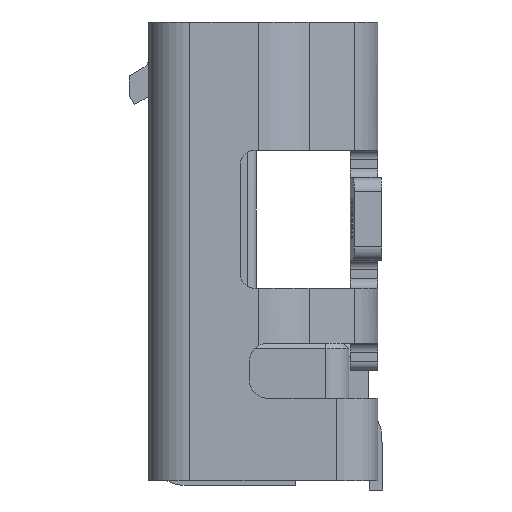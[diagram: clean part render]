
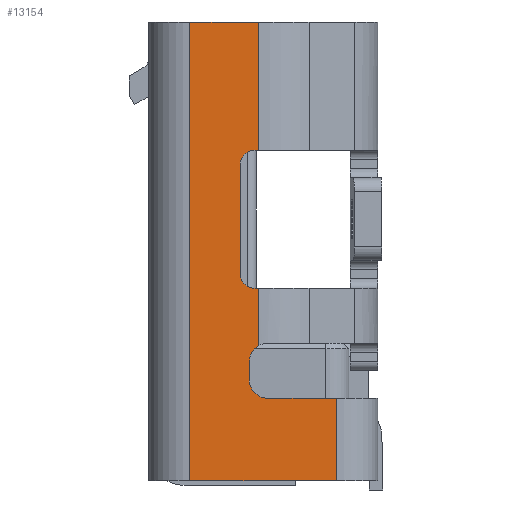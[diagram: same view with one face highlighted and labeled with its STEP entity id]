
A CAD part, left-side view. The second image highlights one B-rep face of the part: STEP entity #13154.
In plain terms, the highlighted planar face has unit normal (-1, 0, 0).
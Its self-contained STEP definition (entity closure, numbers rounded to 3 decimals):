
#1370=DIRECTION('',(0.,-1.,0.));
#1371=VECTOR('',#1370,0.751);
#1372=CARTESIAN_POINT('',(94.25,2.425,5.3));
#1373=LINE('6925',#1372,#1371);
#1374=CARTESIAN_POINT('',(94.25,1.725,3.75));
#1375=DIRECTION('',(-1.,0.,0.));
#1376=DIRECTION('',(0.,0.,1.));
#1377=AXIS2_PLACEMENT_3D('',#1374,#1375,#1376);
#1379=CARTESIAN_POINT('',(94.25,1.725,2.55));
#1380=DIRECTION('',(-1.,0.,0.));
#1381=DIRECTION('',(0.,1.,0.));
#1382=AXIS2_PLACEMENT_3D('',#1379,#1380,#1381);
#1384=CARTESIAN_POINT('',(94.25,1.575,1.6));
#1385=DIRECTION('',(-1.,0.,0.));
#1386=DIRECTION('',(0.,0.493,0.87));
#1387=AXIS2_PLACEMENT_3D('',#1384,#1385,#1386);
#1389=CARTESIAN_POINT('',(94.25,1.575,1.4));
#1390=DIRECTION('',(-1.,0.,0.));
#1391=DIRECTION('',(0.,1.,0.));
#1392=AXIS2_PLACEMENT_3D('',#1389,#1390,#1391);
#1394=DIRECTION('',(0.,0.,1.));
#1395=VECTOR('',#1394,5.);
#1396=CARTESIAN_POINT('',(94.25,2.425,0.3));
#1397=LINE('6923',#1396,#1395);
#1398=DIRECTION('',(0.,0.,1.));
#1399=VECTOR('',#1398,1.4);
#1400=CARTESIAN_POINT('',(94.25,1.674,3.9));
#1401=LINE('6931',#1400,#1399);
#1406=DIRECTION('',(0.,-1.,0.));
#1407=VECTOR('',#1406,0.051);
#1408=CARTESIAN_POINT('',(94.25,1.725,3.9));
#1409=LINE('6934',#1408,#1407);
#2369=DIRECTION('',(0.,-1.,0.));
#2370=VECTOR('',#2369,1.6);
#2371=CARTESIAN_POINT('',(94.25,2.425,0.3));
#2372=LINE('6930',#2371,#2370);
#2409=DIRECTION('',(0.,0.,1.));
#2410=VECTOR('',#2409,0.9);
#2411=CARTESIAN_POINT('',(94.25,0.825,0.3));
#2412=LINE('7157',#2411,#2410);
#2439=DIRECTION('',(0.,1.,0.));
#2440=VECTOR('',#2439,0.75);
#2441=CARTESIAN_POINT('',(94.25,0.825,1.2));
#2442=LINE('7164',#2441,#2440);
#2659=DIRECTION('',(0.,0.,1.));
#2660=VECTOR('',#2659,0.2);
#2661=CARTESIAN_POINT('',(94.25,1.775,1.4));
#2662=LINE('7210',#2661,#2660);
#2685=DIRECTION('',(0.,0.,1.));
#2686=VECTOR('',#2685,0.626);
#2687=CARTESIAN_POINT('',(94.25,1.674,1.774));
#2688=LINE('7215',#2687,#2686);
#2729=DIRECTION('',(0.,1.,0.));
#2730=VECTOR('',#2729,0.051);
#2731=CARTESIAN_POINT('',(94.25,1.674,2.4));
#2732=LINE('7225',#2731,#2730);
#2737=DIRECTION('',(0.,0.,1.));
#2738=VECTOR('',#2737,1.2);
#2739=CARTESIAN_POINT('',(94.25,1.875,2.55));
#2740=LINE('7227',#2739,#2738);
#9241=CARTESIAN_POINT('',(94.25,1.674,5.3));
#9242=VERTEX_POINT('',#9241);
#9243=CARTESIAN_POINT('',(94.25,2.425,5.3));
#9245=VERTEX_POINT('',#9243);
#9516=CARTESIAN_POINT('',(94.25,2.425,0.3));
#9517=VERTEX_POINT('',#9516);
#9520=CARTESIAN_POINT('',(94.25,1.725,3.9));
#9521=CARTESIAN_POINT('',(94.25,1.875,3.75));
#9522=VERTEX_POINT('',#9520);
#9523=VERTEX_POINT('',#9521);
#9524=CARTESIAN_POINT('',(94.25,1.875,2.55));
#9525=CARTESIAN_POINT('',(94.25,1.725,2.4));
#9526=VERTEX_POINT('',#9524);
#9527=VERTEX_POINT('',#9525);
#9528=CARTESIAN_POINT('',(94.25,1.674,1.774));
#9529=CARTESIAN_POINT('',(94.25,1.775,1.6));
#9530=VERTEX_POINT('',#9528);
#9531=VERTEX_POINT('',#9529);
#9532=CARTESIAN_POINT('',(94.25,1.775,1.4));
#9533=CARTESIAN_POINT('',(94.25,1.575,1.2));
#9534=VERTEX_POINT('',#9532);
#9535=VERTEX_POINT('',#9533);
#9536=CARTESIAN_POINT('',(94.25,0.825,0.3));
#9537=VERTEX_POINT('',#9536);
#9538=CARTESIAN_POINT('',(94.25,1.674,3.9));
#9539=VERTEX_POINT('',#9538);
#9893=CARTESIAN_POINT('',(94.25,0.825,1.2));
#9894=VERTEX_POINT('',#9893);
#9934=CARTESIAN_POINT('',(94.25,1.674,2.4));
#9935=VERTEX_POINT('',#9934);
#13119=CARTESIAN_POINT('',(94.25,1.625,2.8));
#13120=DIRECTION('',(1.,0.,0.));
#13121=DIRECTION('',(0.,1.,0.));
#13122=AXIS2_PLACEMENT_3D('',#13119,#13120,#13121);
#13123=PLANE('8655',#13122);
#13124=ORIENTED_EDGE('6925',*,*,#12077,.T.);
#13126=ORIENTED_EDGE('6931',*,*,#13125,.F.);
#13128=ORIENTED_EDGE('6934',*,*,#13127,.F.);
#13130=ORIENTED_EDGE('6926',*,*,#13129,.T.);
#13132=ORIENTED_EDGE('7227',*,*,#13131,.F.);
#13134=ORIENTED_EDGE('6927',*,*,#13133,.T.);
#13136=ORIENTED_EDGE('7225',*,*,#13135,.F.);
#13138=ORIENTED_EDGE('7215',*,*,#13137,.F.);
#13140=ORIENTED_EDGE('6928',*,*,#13139,.T.);
#13142=ORIENTED_EDGE('7210',*,*,#13141,.F.);
#13144=ORIENTED_EDGE('6929',*,*,#13143,.T.);
#13146=ORIENTED_EDGE('7164',*,*,#13145,.F.);
#13148=ORIENTED_EDGE('7157',*,*,#13147,.F.);
#13150=ORIENTED_EDGE('6930',*,*,#13149,.F.);
#13151=ORIENTED_EDGE('6923',*,*,#13111,.T.);
#13152=EDGE_LOOP('8655',(#13124,#13126,#13128,#13130,#13132,#13134,#13136,
#13138,#13140,#13142,#13144,#13146,#13148,#13150,#13151));
#13153=FACE_OUTER_BOUND('8655',#13152,.F.);
#1378=CIRCLE('6926',#1377,0.15);
#1383=CIRCLE('6927',#1382,0.15);
#1388=CIRCLE('6928',#1387,0.2);
#1393=CIRCLE('6929',#1392,0.2);
#12077=EDGE_CURVE('6925',#9245,#9242,#1373,.T.);
#13111=EDGE_CURVE('6923',#9517,#9245,#1397,.T.);
#13125=EDGE_CURVE('6931',#9539,#9242,#1401,.T.);
#13127=EDGE_CURVE('6934',#9522,#9539,#1409,.T.);
#13129=EDGE_CURVE('6926',#9522,#9523,#1378,.T.);
#13131=EDGE_CURVE('7227',#9526,#9523,#2740,.T.);
#13133=EDGE_CURVE('6927',#9526,#9527,#1383,.T.);
#13135=EDGE_CURVE('7225',#9935,#9527,#2732,.T.);
#13137=EDGE_CURVE('7215',#9530,#9935,#2688,.T.);
#13139=EDGE_CURVE('6928',#9530,#9531,#1388,.T.);
#13141=EDGE_CURVE('7210',#9534,#9531,#2662,.T.);
#13143=EDGE_CURVE('6929',#9534,#9535,#1393,.T.);
#13145=EDGE_CURVE('7164',#9894,#9535,#2442,.T.);
#13147=EDGE_CURVE('7157',#9537,#9894,#2412,.T.);
#13149=EDGE_CURVE('6930',#9517,#9537,#2372,.T.);
#13154=ADVANCED_FACE('8655',(#13153),#13123,.F.);
